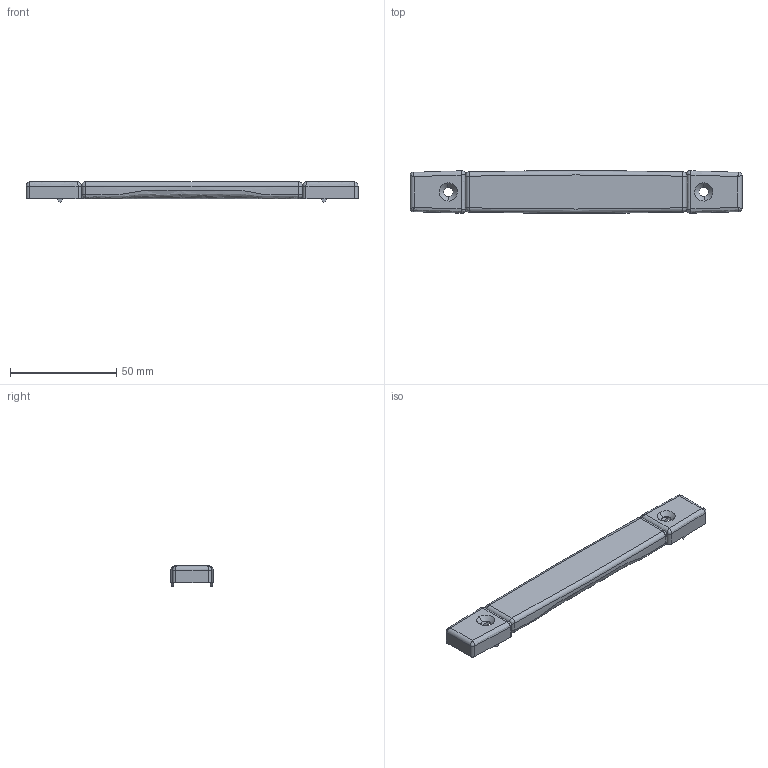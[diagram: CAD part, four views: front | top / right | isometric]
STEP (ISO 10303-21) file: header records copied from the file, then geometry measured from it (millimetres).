
FILE_DESCRIPTION((''),'2;1');
FILE_NAME('','2008-05-01T18:43:35',(''),(''),'','CADfix','');
FILE_SCHEMA(('AUTOMOTIVE_DESIGN { 1 0 10303 214 1 1 1 1 }'));
Length unit declared in the file: millimetre
Bounding box: 156 x 20 x 9.5 mm (x, y, z)
Volume: 17084.8 mm3; surface area: 14756.8 mm2
Topology: 5 solids, 5 shells, 170 faces, 438 edges, 258 vertices
Faces by surface type: bspline 170
Entity records: 5869 total; most frequent: CARTESIAN_POINT 3355, ORIENTED_EDGE 844, EDGE_CURVE 422, QUASI_UNIFORM_CURVE 280, VERTEX_POINT 258, EDGE_LOOP 176, FACE_OUTER_BOUND 170, ADVANCED_FACE 170
